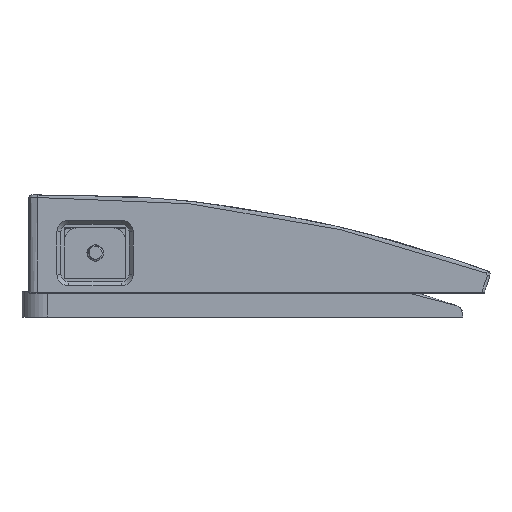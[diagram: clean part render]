
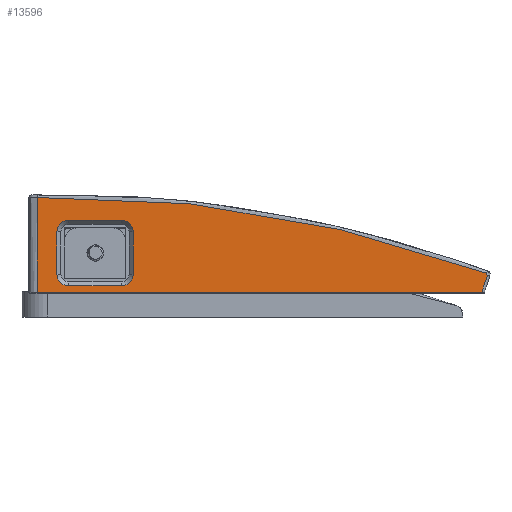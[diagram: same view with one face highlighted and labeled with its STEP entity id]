
A CAD part, left-side view. The second image highlights one B-rep face of the part: STEP entity #13596.
In plain terms, the highlighted planar face has unit normal (-1, 0, 0).
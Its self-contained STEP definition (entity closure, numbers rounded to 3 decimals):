
#212=FACE_BOUND('',#4390,.T.);
#467=LINE('',#19020,#1782);
#471=LINE('',#19029,#1786);
#475=LINE('',#19046,#1790);
#489=LINE('',#19124,#1804);
#502=LINE('',#19204,#1817);
#558=LINE('',#19573,#1873);
#560=LINE('',#19578,#1875);
#1782=VECTOR('',#15506,10.);
#1786=VECTOR('',#15512,10.);
#1790=VECTOR('',#15520,10.);
#1804=VECTOR('',#15566,10.);
#1817=VECTOR('',#15609,10.);
#1873=VECTOR('',#15799,10.);
#1875=VECTOR('',#15805,10.);
#3116=PLANE('',#14567);
#3603=FACE_OUTER_BOUND('',#4389,.T.);
#4389=EDGE_LOOP('',(#9653,#9654,#9655,#9656,#9657));
#4390=EDGE_LOOP('',(#9658,#9659,#9660,#9661,#9662,#9663,#9664,#9665));
#5191=CIRCLE('',#14480,2.731);
#5192=CIRCLE('',#14483,2.731);
#5196=CIRCLE('',#14495,2.731);
#5197=CIRCLE('',#14498,2.731);
#5483=B_SPLINE_CURVE_WITH_KNOTS('',3,(#18834,#18835,#18836,#18837,#18838),
 .UNSPECIFIED.,.F.,.F.,(4,1,4),(0.,0.035,0.062),
 .UNSPECIFIED.);
#5524=B_SPLINE_CURVE_WITH_KNOTS('',3,(#19584,#19585,#19586,#19587,#19588,
#19589,#19590,#19591,#19592,#19593,#19594,#19595),.UNSPECIFIED.,.F.,.F.,
(4,2,2,2,2,4),(0.,0.949,5.804,
10.336,10.477,10.706),.UNSPECIFIED.);
#5891=VERTEX_POINT('',#18831);
#5892=VERTEX_POINT('',#18833);
#5924=VERTEX_POINT('',#19018);
#5925=VERTEX_POINT('',#19019);
#5928=VERTEX_POINT('',#19027);
#5929=VERTEX_POINT('',#19028);
#5934=VERTEX_POINT('',#19043);
#5935=VERTEX_POINT('',#19045);
#5952=VERTEX_POINT('',#19119);
#5953=VERTEX_POINT('',#19123);
#5965=VERTEX_POINT('',#19199);
#5966=VERTEX_POINT('',#19203);
#6031=VERTEX_POINT('',#19571);
#7237=EDGE_CURVE('',#5891,#5892,#5483,.T.);
#7278=EDGE_CURVE('',#5924,#5925,#467,.T.);
#7282=EDGE_CURVE('',#5928,#5929,#471,.T.);
#7288=EDGE_CURVE('',#5934,#5935,#475,.T.);
#7312=EDGE_CURVE('',#5952,#5934,#5191,.T.);
#7314=EDGE_CURVE('',#5953,#5952,#489,.T.);
#7316=EDGE_CURVE('',#5925,#5953,#5192,.T.);
#7335=EDGE_CURVE('',#5935,#5965,#5196,.T.);
#7337=EDGE_CURVE('',#5965,#5966,#502,.T.);
#7339=EDGE_CURVE('',#5966,#5924,#5197,.T.);
#7441=EDGE_CURVE('',#5928,#6031,#558,.T.);
#7444=EDGE_CURVE('',#5892,#6031,#560,.T.);
#7447=EDGE_CURVE('',#5929,#5891,#5524,.T.);
#9653=ORIENTED_EDGE('',*,*,#7441,.T.);
#9654=ORIENTED_EDGE('',*,*,#7444,.F.);
#9655=ORIENTED_EDGE('',*,*,#7237,.F.);
#9656=ORIENTED_EDGE('',*,*,#7447,.F.);
#9657=ORIENTED_EDGE('',*,*,#7282,.F.);
#9658=ORIENTED_EDGE('',*,*,#7278,.F.);
#9659=ORIENTED_EDGE('',*,*,#7339,.F.);
#9660=ORIENTED_EDGE('',*,*,#7337,.F.);
#9661=ORIENTED_EDGE('',*,*,#7335,.F.);
#9662=ORIENTED_EDGE('',*,*,#7288,.F.);
#9663=ORIENTED_EDGE('',*,*,#7312,.F.);
#9664=ORIENTED_EDGE('',*,*,#7314,.F.);
#9665=ORIENTED_EDGE('',*,*,#7316,.F.);
#13596=ADVANCED_FACE('',(#3603,#212),#3116,.T.);
#14480=AXIS2_PLACEMENT_3D('',#19120,#15561,#15562);
#14483=AXIS2_PLACEMENT_3D('',#19127,#15570,#15571);
#14495=AXIS2_PLACEMENT_3D('',#19200,#15604,#15605);
#14498=AXIS2_PLACEMENT_3D('',#19207,#15613,#15614);
#14567=AXIS2_PLACEMENT_3D('',#19583,#15810,#15811);
#15506=DIRECTION('',(0.,0.,1.));
#15512=DIRECTION('',(0.,0.,1.));
#15520=DIRECTION('',(0.,0.,-1.));
#15561=DIRECTION('center_axis',(-1.,0.,0.));
#15562=DIRECTION('ref_axis',(0.,0.707,0.707));
#15566=DIRECTION('',(0.,1.,0.));
#15570=DIRECTION('center_axis',(-1.,0.,0.));
#15571=DIRECTION('ref_axis',(0.,-0.707,0.707));
#15604=DIRECTION('center_axis',(-1.,0.,0.));
#15605=DIRECTION('ref_axis',(0.,0.707,-0.707));
#15609=DIRECTION('',(0.,-1.,0.));
#15613=DIRECTION('center_axis',(-1.,0.,0.));
#15614=DIRECTION('ref_axis',(0.,-0.707,-0.707));
#15799=DIRECTION('',(0.,-1.,0.));
#15805=DIRECTION('',(0.,0.318,-0.948));
#15810=DIRECTION('center_axis',(-1.,0.,0.));
#15811=DIRECTION('ref_axis',(0.,-1.,0.));
#18831=CARTESIAN_POINT('',(-32.591,-45.62,50.28));
#18833=CARTESIAN_POINT('',(-32.591,-45.864,49.776));
#18834=CARTESIAN_POINT('Ctrl Pts',(-32.591,-45.62,
50.28));
#18835=CARTESIAN_POINT('Ctrl Pts',(-32.591,-45.731,
50.24));
#18836=CARTESIAN_POINT('Ctrl Pts',(-32.591,-45.89,
50.079));
#18837=CARTESIAN_POINT('Ctrl Pts',(-32.591,-45.892,
49.86));
#18838=CARTESIAN_POINT('Ctrl Pts',(-32.591,-45.864,
49.776));
#19018=CARTESIAN_POINT('',(-32.591,37.069,50.05));
#19019=CARTESIAN_POINT('',(-32.591,37.069,59.95));
#19020=CARTESIAN_POINT('',(-32.591,37.069,52.043));
#19027=CARTESIAN_POINT('',(-32.591,59.5,45.826));
#19028=CARTESIAN_POINT('',(-32.591,59.5,68.));
#19029=CARTESIAN_POINT('',(-32.591,59.5,54.036));
#19043=CARTESIAN_POINT('',(-32.591,54.931,59.95));
#19045=CARTESIAN_POINT('',(-32.591,54.931,50.05));
#19046=CARTESIAN_POINT('',(-32.591,54.931,56.993));
#19119=CARTESIAN_POINT('',(-32.591,52.2,62.681));
#19120=CARTESIAN_POINT('Origin',(-32.591,52.2,59.95));
#19123=CARTESIAN_POINT('',(-32.591,39.8,62.681));
#19124=CARTESIAN_POINT('',(-32.591,20.455,62.681));
#19127=CARTESIAN_POINT('Origin',(-32.591,39.8,59.95));
#19199=CARTESIAN_POINT('',(-32.591,52.2,47.319));
#19200=CARTESIAN_POINT('Origin',(-32.591,52.2,50.05));
#19203=CARTESIAN_POINT('',(-32.591,39.8,47.319));
#19204=CARTESIAN_POINT('',(-32.591,26.655,47.319));
#19207=CARTESIAN_POINT('Origin',(-32.591,39.8,50.05));
#19571=CARTESIAN_POINT('',(-32.591,-44.539,45.826));
#19573=CARTESIAN_POINT('',(-32.591,-41.991,45.826));
#19578=CARTESIAN_POINT('',(-32.591,-44.309,45.14));
#19583=CARTESIAN_POINT('Origin',(-32.591,1.111,54.036));
#19584=CARTESIAN_POINT('Ctrl Pts',(-32.591,59.5,68.));
#19585=CARTESIAN_POINT('Ctrl Pts',(-32.591,56.337,68.));
#19586=CARTESIAN_POINT('Ctrl Pts',(-32.591,53.172,68.));
#19587=CARTESIAN_POINT('Ctrl Pts',(-32.591,33.768,68.004));
#19588=CARTESIAN_POINT('Ctrl Pts',(-32.591,17.564,66.237));
#19589=CARTESIAN_POINT('Ctrl Pts',(-32.591,-13.169,
60.428));
#19590=CARTESIAN_POINT('Ctrl Pts',(-32.591,-27.886,
56.569));
#19591=CARTESIAN_POINT('Ctrl Pts',(-32.591,-42.579,
51.371));
#19592=CARTESIAN_POINT('Ctrl Pts',(-32.591,-43.022,
51.213));
#19593=CARTESIAN_POINT('Ctrl Pts',(-32.591,-44.183,
50.796));
#19594=CARTESIAN_POINT('Ctrl Pts',(-32.591,-44.901,
50.538));
#19595=CARTESIAN_POINT('Ctrl Pts',(-32.591,-45.62,
50.28));
